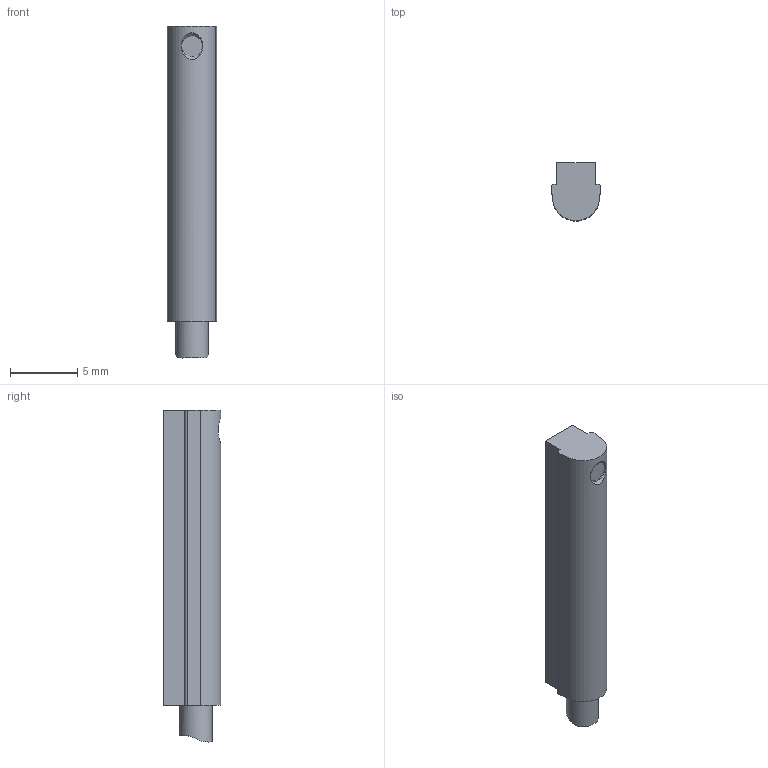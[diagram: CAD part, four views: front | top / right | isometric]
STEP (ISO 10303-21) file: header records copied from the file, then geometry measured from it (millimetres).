
FILE_DESCRIPTION(/* description */ ('STEP AP214'),/* implementation_level */ '2;1');
FILE_NAME(/* name */ '173210_SME-10-KL-LED-24',/* time_stamp */ '2024-09-15T07:39:25+02:00',/* author */ ('License CC BY-ND 4.0'),/* organization */ ('CADENAS'),/* preprocessor_version */ 'ST-DEVELOPER v19.3',/* originating_system */ 'PARTsolutions',/* authorisation */ ' ');
FILE_SCHEMA (('AUTOMOTIVE_DESIGN {1 0 10303 214 3 1 1}'));
Length unit declared in the file: millimetre
Products named in the file (2): 173210 SME-10-KL-LED-24; 173210 SME-10-KL-LED-24---(P)
Assembly tree (1 placements, depth 2):
  173210 SME-10-KL-LED-24
    173210 SME-10-KL-LED-24---(P)
Bounding box: 3.7 x 4.3 x 24.73 mm (x, y, z)
Volume: 292.2 mm3; surface area: 364.4 mm2
Topology: 1 solids, 1 shells, 32 faces, 72 edges, 48 vertices
Faces by surface type: plane 20, cylinder 10, cone 2
Full cylindrical faces by diameter (mm): 1.4 x2, 1.567 x1, 2 x1, 2.4 x1
Entity records: 1118 total; most frequent: CARTESIAN_POINT 167, DIRECTION 143, ORIENTED_EDGE 124, EDGE_CURVE 62, AXIS2_PLACEMENT_3D 50, VERTEX_POINT 45, EDGE_LOOP 45, FACE_BOUND 45
